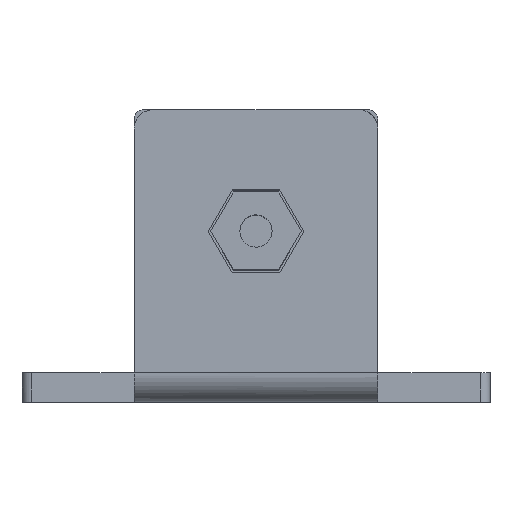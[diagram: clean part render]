
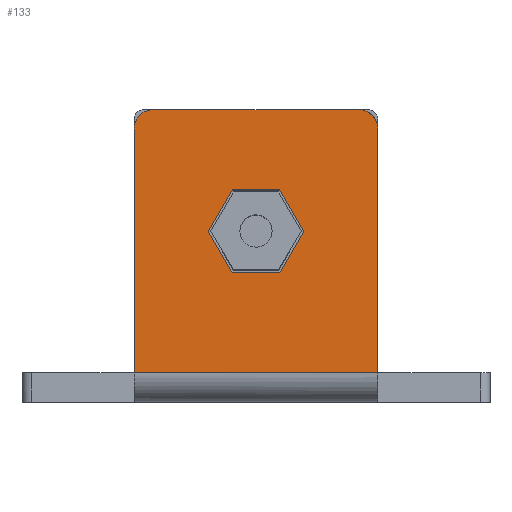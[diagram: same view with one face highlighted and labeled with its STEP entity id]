
A CAD part, top view. The second image highlights one B-rep face of the part: STEP entity #133.
In plain terms, the highlighted free-form (B-spline) face has degree [1, 1] with [2, 2] control points.
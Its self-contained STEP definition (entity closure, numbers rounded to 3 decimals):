
#133 = ADVANCED_FACE('',(#134,#180),#224,.T.);
#134 = FACE_BOUND('',#135,.T.);
#135 = EDGE_LOOP('',(#136,#145,#153,#160,#167,#174));
#136 = ORIENTED_EDGE('',*,*,#137,.T.);
#137 = EDGE_CURVE('',#138,#140,#142,.T.);
#138 = VERTEX_POINT('',#139);
#139 = CARTESIAN_POINT('',(10.55,12.56,3.014
    ));
#140 = VERTEX_POINT('',#141);
#141 = CARTESIAN_POINT('',(-10.55,12.56,3.014
    ));
#142 = B_SPLINE_CURVE_WITH_KNOTS('',1,(#143,#144),.UNSPECIFIED.,.F.,.F.,
  (2,2),(-23.,-2.),.PIECEWISE_BEZIER_KNOTS.);
#143 = CARTESIAN_POINT('',(10.55,12.56,3.014
    ));
#144 = CARTESIAN_POINT('',(-10.55,12.56,3.014
    ));
#145 = ORIENTED_EDGE('',*,*,#146,.T.);
#146 = EDGE_CURVE('',#140,#147,#149,.T.);
#147 = VERTEX_POINT('',#148);
#148 = CARTESIAN_POINT('',(-12.56,10.55,
    3.014));
#149 = ( BOUNDED_CURVE() B_SPLINE_CURVE(2,(#150,#151,#152),
.UNSPECIFIED.,.F.,.F.) B_SPLINE_CURVE_WITH_KNOTS((3,3),(1.571,
3.142),.PIECEWISE_BEZIER_KNOTS.) CURVE() 
GEOMETRIC_REPRESENTATION_ITEM() RATIONAL_B_SPLINE_CURVE((1.,
0.707,1.)) REPRESENTATION_ITEM('') );
#150 = CARTESIAN_POINT('',(-10.55,12.56,3.014
    ));
#151 = CARTESIAN_POINT('',(-12.56,12.56,3.014
    ));
#152 = CARTESIAN_POINT('',(-12.56,10.55,
    3.014));
#153 = ORIENTED_EDGE('',*,*,#154,.T.);
#154 = EDGE_CURVE('',#147,#155,#157,.T.);
#155 = VERTEX_POINT('',#156);
#156 = CARTESIAN_POINT('',(-12.56,-14.569,
    3.014));
#157 = B_SPLINE_CURVE_WITH_KNOTS('',1,(#158,#159),.UNSPECIFIED.,.F.,.F.,
  (2,2),(2.,27.),.PIECEWISE_BEZIER_KNOTS.);
#158 = CARTESIAN_POINT('',(-12.56,10.55,
    3.014));
#159 = CARTESIAN_POINT('',(-12.56,-14.569,
    3.014));
#160 = ORIENTED_EDGE('',*,*,#161,.T.);
#161 = EDGE_CURVE('',#155,#162,#164,.T.);
#162 = VERTEX_POINT('',#163);
#163 = CARTESIAN_POINT('',(12.56,-14.569,3.014
    ));
#164 = B_SPLINE_CURVE_WITH_KNOTS('',1,(#165,#166),.UNSPECIFIED.,.F.,.F.,
  (2,2),(-25.,0.),.PIECEWISE_BEZIER_KNOTS.);
#165 = CARTESIAN_POINT('',(-12.56,-14.569,
    3.014));
#166 = CARTESIAN_POINT('',(12.56,-14.569,3.014
    ));
#167 = ORIENTED_EDGE('',*,*,#168,.T.);
#168 = EDGE_CURVE('',#162,#169,#171,.T.);
#169 = VERTEX_POINT('',#170);
#170 = CARTESIAN_POINT('',(12.56,10.55,3.014
    ));
#171 = B_SPLINE_CURVE_WITH_KNOTS('',1,(#172,#173),.UNSPECIFIED.,.F.,.F.,
  (2,2),(-27.,-2.),.PIECEWISE_BEZIER_KNOTS.);
#172 = CARTESIAN_POINT('',(12.56,-14.569,3.014
    ));
#173 = CARTESIAN_POINT('',(12.56,10.55,3.014
    ));
#174 = ORIENTED_EDGE('',*,*,#175,.T.);
#175 = EDGE_CURVE('',#169,#138,#176,.T.);
#176 = ( BOUNDED_CURVE() B_SPLINE_CURVE(2,(#177,#178,#179),
.UNSPECIFIED.,.F.,.F.) B_SPLINE_CURVE_WITH_KNOTS((3,3),(0.,
1.571),.PIECEWISE_BEZIER_KNOTS.) CURVE() 
GEOMETRIC_REPRESENTATION_ITEM() RATIONAL_B_SPLINE_CURVE((1.,
0.707,1.)) REPRESENTATION_ITEM('') );
#177 = CARTESIAN_POINT('',(12.56,10.55,3.014
    ));
#178 = CARTESIAN_POINT('',(12.56,12.56,3.014)
  );
#179 = CARTESIAN_POINT('',(10.55,12.56,3.014
    ));
#180 = FACE_BOUND('',#181,.T.);
#181 = EDGE_LOOP('',(#182,#191,#198,#205,#212,#219));
#182 = ORIENTED_EDGE('',*,*,#183,.F.);
#183 = EDGE_CURVE('',#184,#186,#188,.T.);
#184 = VERTEX_POINT('',#185);
#185 = CARTESIAN_POINT('',(-2.465,4.27,3.014
    ));
#186 = VERTEX_POINT('',#187);
#187 = CARTESIAN_POINT('',(-4.931,0.,
    3.014));
#188 = B_SPLINE_CURVE_WITH_KNOTS('',1,(#189,#190),.UNSPECIFIED.,.F.,.F.,
  (2,2),(0.,4.907),.PIECEWISE_BEZIER_KNOTS.);
#189 = CARTESIAN_POINT('',(-2.465,4.27,3.014
    ));
#190 = CARTESIAN_POINT('',(-4.931,0.,
    3.014));
#191 = ORIENTED_EDGE('',*,*,#192,.F.);
#192 = EDGE_CURVE('',#193,#184,#195,.T.);
#193 = VERTEX_POINT('',#194);
#194 = CARTESIAN_POINT('',(2.465,4.27,3.014)
  );
#195 = B_SPLINE_CURVE_WITH_KNOTS('',1,(#196,#197),.UNSPECIFIED.,.F.,.F.,
  (2,2),(0.,4.907),.PIECEWISE_BEZIER_KNOTS.);
#196 = CARTESIAN_POINT('',(2.465,4.27,3.014)
  );
#197 = CARTESIAN_POINT('',(-2.465,4.27,3.014
    ));
#198 = ORIENTED_EDGE('',*,*,#199,.F.);
#199 = EDGE_CURVE('',#200,#193,#202,.T.);
#200 = VERTEX_POINT('',#201);
#201 = CARTESIAN_POINT('',(4.931,0.,
    3.014));
#202 = B_SPLINE_CURVE_WITH_KNOTS('',1,(#203,#204),.UNSPECIFIED.,.F.,.F.,
  (2,2),(0.,4.907),.PIECEWISE_BEZIER_KNOTS.);
#203 = CARTESIAN_POINT('',(4.931,0.,
    3.014));
#204 = CARTESIAN_POINT('',(2.465,4.27,3.014)
  );
#205 = ORIENTED_EDGE('',*,*,#206,.F.);
#206 = EDGE_CURVE('',#207,#200,#209,.T.);
#207 = VERTEX_POINT('',#208);
#208 = CARTESIAN_POINT('',(2.465,-4.27,3.014
    ));
#209 = B_SPLINE_CURVE_WITH_KNOTS('',1,(#210,#211),.UNSPECIFIED.,.F.,.F.,
  (2,2),(0.,4.907),.PIECEWISE_BEZIER_KNOTS.);
#210 = CARTESIAN_POINT('',(2.465,-4.27,3.014
    ));
#211 = CARTESIAN_POINT('',(4.931,0.,
    3.014));
#212 = ORIENTED_EDGE('',*,*,#213,.F.);
#213 = EDGE_CURVE('',#214,#207,#216,.T.);
#214 = VERTEX_POINT('',#215);
#215 = CARTESIAN_POINT('',(-2.465,-4.27,
    3.014));
#216 = B_SPLINE_CURVE_WITH_KNOTS('',1,(#217,#218),.UNSPECIFIED.,.F.,.F.,
  (2,2),(0.,4.907),.PIECEWISE_BEZIER_KNOTS.);
#217 = CARTESIAN_POINT('',(-2.465,-4.27,
    3.014));
#218 = CARTESIAN_POINT('',(2.465,-4.27,3.014
    ));
#219 = ORIENTED_EDGE('',*,*,#220,.F.);
#220 = EDGE_CURVE('',#186,#214,#221,.T.);
#221 = B_SPLINE_CURVE_WITH_KNOTS('',1,(#222,#223),.UNSPECIFIED.,.F.,.F.,
  (2,2),(0.,4.907),.PIECEWISE_BEZIER_KNOTS.);
#222 = CARTESIAN_POINT('',(-4.931,0.,
    3.014));
#223 = CARTESIAN_POINT('',(-2.465,-4.27,
    3.014));
#224 = B_SPLINE_SURFACE_WITH_KNOTS('',1,1,(
    (#225,#226)
    ,(#227,#228
    )),.UNSPECIFIED.,.F.,.F.,.F.,(2,2),(2,2),(-12.5,12.5),(-14.5,12.5),
  .PIECEWISE_BEZIER_KNOTS.);
#225 = CARTESIAN_POINT('',(-12.56,-14.569,
    3.014));
#226 = CARTESIAN_POINT('',(-12.56,12.56,3.014
    ));
#227 = CARTESIAN_POINT('',(12.56,-14.569,3.014
    ));
#228 = CARTESIAN_POINT('',(12.56,12.56,3.014)
  );
